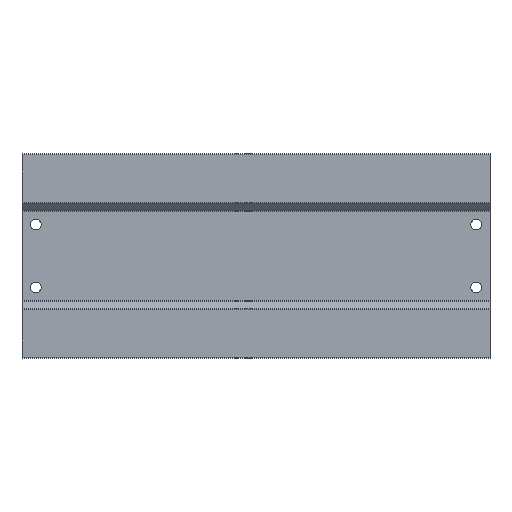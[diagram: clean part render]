
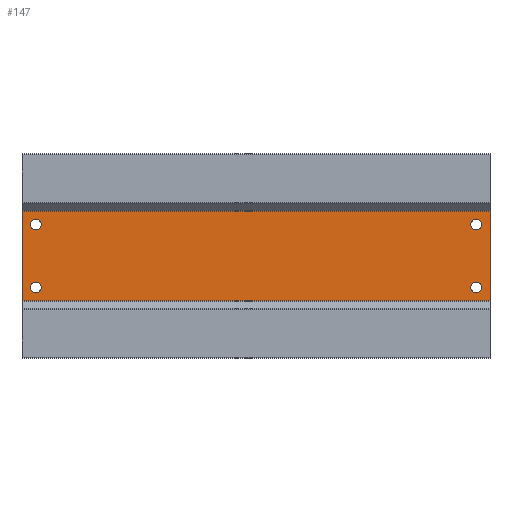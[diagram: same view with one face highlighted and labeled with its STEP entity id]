
A CAD part, front view. The second image highlights one B-rep face of the part: STEP entity #147.
In plain terms, the highlighted planar face has unit normal (0, -1, 0).
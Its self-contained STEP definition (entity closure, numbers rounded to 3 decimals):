
#76 = CARTESIAN_POINT ( 'NONE',  ( -112., -15., 18.75 ) ) ;
#112 = AXIS2_PLACEMENT_3D ( 'NONE', #3579, #1172, #3991 ) ;
#147 = ADVANCED_FACE ( 'NONE', ( #5135, #2982, #1912, #857, #5003 ), #2725, .F. ) ;
#148 = ORIENTED_EDGE ( 'NONE', *, *, #2590, .T. ) ;
#252 = ORIENTED_EDGE ( 'NONE', *, *, #819, .F. ) ;
#338 = CARTESIAN_POINT ( 'NONE',  ( -112., -15., -16. ) ) ;
#392 = CARTESIAN_POINT ( 'NONE',  ( 112., -15., 13.25 ) ) ;
#546 = VERTEX_POINT ( 'NONE', #2436 ) ;
#635 = CARTESIAN_POINT ( 'NONE',  ( -119., -15., -22.793 ) ) ;
#674 = DIRECTION ( 'NONE',  ( 0., 1., 0. ) ) ;
#744 = VECTOR ( 'NONE', #2437, 1000. ) ;
#745 = DIRECTION ( 'NONE',  ( 0., 0., 1. ) ) ;
#818 = VERTEX_POINT ( 'NONE', #76 ) ;
#819 = EDGE_CURVE ( 'NONE', #3230, #2646, #4365, .T. ) ;
#857 = FACE_BOUND ( 'NONE', #4178, .T. ) ;
#888 = DIRECTION ( 'NONE',  ( 0., 0., 1. ) ) ;
#966 = DIRECTION ( 'NONE',  ( 0., 1., 0. ) ) ;
#1115 = CARTESIAN_POINT ( 'NONE',  ( 112., -15., -16. ) ) ;
#1172 = DIRECTION ( 'NONE',  ( 0., 1., 0. ) ) ;
#1176 = ORIENTED_EDGE ( 'NONE', *, *, #2465, .T. ) ;
#1271 = ORIENTED_EDGE ( 'NONE', *, *, #4823, .T. ) ;
#1275 = AXIS2_PLACEMENT_3D ( 'NONE', #4402, #1989, #4818 ) ;
#1292 = VECTOR ( 'NONE', #2419, 1000. ) ;
#1305 = AXIS2_PLACEMENT_3D ( 'NONE', #3031, #2529, #2498 ) ;
#1458 = CARTESIAN_POINT ( 'NONE',  ( 119., -15., 22.793 ) ) ;
#1485 = VERTEX_POINT ( 'NONE', #392 ) ;
#1526 = DIRECTION ( 'NONE',  ( 0., 0., 1. ) ) ;
#1559 = LINE ( 'NONE', #4836, #1292 ) ;
#1562 = CARTESIAN_POINT ( 'NONE',  ( -119., -15., 22.793 ) ) ;
#1690 = CARTESIAN_POINT ( 'NONE',  ( -112., -15., -16. ) ) ;
#1717 = VERTEX_POINT ( 'NONE', #4144 ) ;
#1789 = LINE ( 'NONE', #3207, #744 ) ;
#1852 = AXIS2_PLACEMENT_3D ( 'NONE', #1918, #4757, #2337 ) ;
#1912 = FACE_BOUND ( 'NONE', #2545, .T. ) ;
#1918 = CARTESIAN_POINT ( 'NONE',  ( 112., -15., 16. ) ) ;
#1955 = AXIS2_PLACEMENT_3D ( 'NONE', #3376, #966, #3776 ) ;
#1989 = DIRECTION ( 'NONE',  ( 0., 1., 0. ) ) ;
#2023 = AXIS2_PLACEMENT_3D ( 'NONE', #1690, #4520, #2096 ) ;
#2096 = DIRECTION ( 'NONE',  ( 0., 0., 1. ) ) ;
#2126 = VERTEX_POINT ( 'NONE', #2890 ) ;
#2220 = EDGE_CURVE ( 'NONE', #818, #2355, #4620, .T. ) ;
#2337 = DIRECTION ( 'NONE',  ( 0., 0., 1. ) ) ;
#2355 = VERTEX_POINT ( 'NONE', #2669 ) ;
#2381 = CIRCLE ( 'NONE', #3438, 2.75 ) ;
#2419 = DIRECTION ( 'NONE',  ( -1., 0., 0. ) ) ;
#2436 = CARTESIAN_POINT ( 'NONE',  ( 112., -15., 18.75 ) ) ;
#2437 = DIRECTION ( 'NONE',  ( 0., 0., 1. ) ) ;
#2465 = EDGE_CURVE ( 'NONE', #1485, #546, #3636, .T. ) ;
#2491 = ORIENTED_EDGE ( 'NONE', *, *, #2824, .T. ) ;
#2498 = DIRECTION ( 'NONE',  ( 0., 0., 1. ) ) ;
#2519 = ORIENTED_EDGE ( 'NONE', *, *, #3191, .T. ) ;
#2529 = DIRECTION ( 'NONE',  ( 0., 1., 0. ) ) ;
#2545 = EDGE_LOOP ( 'NONE', ( #4006, #148 ) ) ;
#2554 = CARTESIAN_POINT ( 'NONE',  ( -112., -15., -18.75 ) ) ;
#2563 = CARTESIAN_POINT ( 'NONE',  ( 119., -15., -22.793 ) ) ;
#2590 = EDGE_CURVE ( 'NONE', #1717, #2941, #3004, .T. ) ;
#2596 = EDGE_CURVE ( 'NONE', #3644, #4568, #2880, .T. ) ;
#2646 = VERTEX_POINT ( 'NONE', #1562 ) ;
#2669 = CARTESIAN_POINT ( 'NONE',  ( -112., -15., 13.25 ) ) ;
#2725 = PLANE ( 'NONE',  #1305 ) ;
#2729 = EDGE_CURVE ( 'NONE', #4568, #3644, #3308, .T. ) ;
#2824 = EDGE_CURVE ( 'NONE', #3230, #2126, #4019, .T. ) ;
#2880 = CIRCLE ( 'NONE', #4834, 2.75 ) ;
#2884 = ORIENTED_EDGE ( 'NONE', *, *, #2220, .T. ) ;
#2890 = CARTESIAN_POINT ( 'NONE',  ( 119., -15., -22.793 ) ) ;
#2941 = VERTEX_POINT ( 'NONE', #4633 ) ;
#2957 = DIRECTION ( 'NONE',  ( 1., 0., 0. ) ) ;
#2982 = FACE_BOUND ( 'NONE', #3114, .T. ) ;
#3004 = CIRCLE ( 'NONE', #4283, 2.75 ) ;
#3031 = CARTESIAN_POINT ( 'NONE',  ( -119., -15., 23. ) ) ;
#3073 = CARTESIAN_POINT ( 'NONE',  ( 112., -15., 16. ) ) ;
#3114 = EDGE_LOOP ( 'NONE', ( #2884, #4797 ) ) ;
#3134 = EDGE_CURVE ( 'NONE', #2355, #818, #4660, .T. ) ;
#3139 = DIRECTION ( 'NONE',  ( 0., 1., 0. ) ) ;
#3150 = ORIENTED_EDGE ( 'NONE', *, *, #3288, .T. ) ;
#3191 = EDGE_CURVE ( 'NONE', #5098, #2646, #1559, .T. ) ;
#3207 = CARTESIAN_POINT ( 'NONE',  ( 119., -15., 23. ) ) ;
#3230 = VERTEX_POINT ( 'NONE', #635 ) ;
#3285 = VECTOR ( 'NONE', #888, 1000. ) ;
#3288 = EDGE_CURVE ( 'NONE', #546, #1485, #2381, .T. ) ;
#3308 = CIRCLE ( 'NONE', #2023, 2.75 ) ;
#3336 = CARTESIAN_POINT ( 'NONE',  ( -112., -15., -13.25 ) ) ;
#3376 = CARTESIAN_POINT ( 'NONE',  ( -112., -15., 16. ) ) ;
#3387 = EDGE_CURVE ( 'NONE', #2941, #1717, #5083, .T. ) ;
#3438 = AXIS2_PLACEMENT_3D ( 'NONE', #3073, #674, #3471 ) ;
#3471 = DIRECTION ( 'NONE',  ( 0., 0., 1. ) ) ;
#3579 = CARTESIAN_POINT ( 'NONE',  ( 112., -15., -16. ) ) ;
#3636 = CIRCLE ( 'NONE', #1852, 2.75 ) ;
#3644 = VERTEX_POINT ( 'NONE', #3336 ) ;
#3737 = ORIENTED_EDGE ( 'NONE', *, *, #2729, .T. ) ;
#3776 = DIRECTION ( 'NONE',  ( 0., 0., 1. ) ) ;
#3931 = DIRECTION ( 'NONE',  ( 0., 1., 0. ) ) ;
#3991 = DIRECTION ( 'NONE',  ( 0., 0., 1. ) ) ;
#4006 = ORIENTED_EDGE ( 'NONE', *, *, #3387, .T. ) ;
#4019 = LINE ( 'NONE', #2563, #4960 ) ;
#4081 = CARTESIAN_POINT ( 'NONE',  ( -119., -15., 23. ) ) ;
#4144 = CARTESIAN_POINT ( 'NONE',  ( 112., -15., -18.75 ) ) ;
#4178 = EDGE_LOOP ( 'NONE', ( #3150, #1176 ) ) ;
#4283 = AXIS2_PLACEMENT_3D ( 'NONE', #1115, #3931, #1526 ) ;
#4310 = EDGE_LOOP ( 'NONE', ( #1271, #2519, #252, #2491 ) ) ;
#4365 = LINE ( 'NONE', #4081, #3285 ) ;
#4402 = CARTESIAN_POINT ( 'NONE',  ( -112., -15., 16. ) ) ;
#4520 = DIRECTION ( 'NONE',  ( 0., 1., 0. ) ) ;
#4568 = VERTEX_POINT ( 'NONE', #2554 ) ;
#4580 = EDGE_LOOP ( 'NONE', ( #4676, #3737 ) ) ;
#4620 = CIRCLE ( 'NONE', #1955, 2.75 ) ;
#4633 = CARTESIAN_POINT ( 'NONE',  ( 112., -15., -13.25 ) ) ;
#4660 = CIRCLE ( 'NONE', #1275, 2.75 ) ;
#4676 = ORIENTED_EDGE ( 'NONE', *, *, #2596, .T. ) ;
#4757 = DIRECTION ( 'NONE',  ( 0., 1., 0. ) ) ;
#4797 = ORIENTED_EDGE ( 'NONE', *, *, #3134, .T. ) ;
#4818 = DIRECTION ( 'NONE',  ( 0., 0., 1. ) ) ;
#4823 = EDGE_CURVE ( 'NONE', #2126, #5098, #1789, .T. ) ;
#4834 = AXIS2_PLACEMENT_3D ( 'NONE', #338, #3139, #745 ) ;
#4836 = CARTESIAN_POINT ( 'NONE',  ( -119., -15., 22.793 ) ) ;
#4960 = VECTOR ( 'NONE', #2957, 1000. ) ;
#5003 = FACE_OUTER_BOUND ( 'NONE', #4310, .T. ) ;
#5083 = CIRCLE ( 'NONE', #112, 2.75 ) ;
#5098 = VERTEX_POINT ( 'NONE', #1458 ) ;
#5135 = FACE_BOUND ( 'NONE', #4580, .T. ) ;
